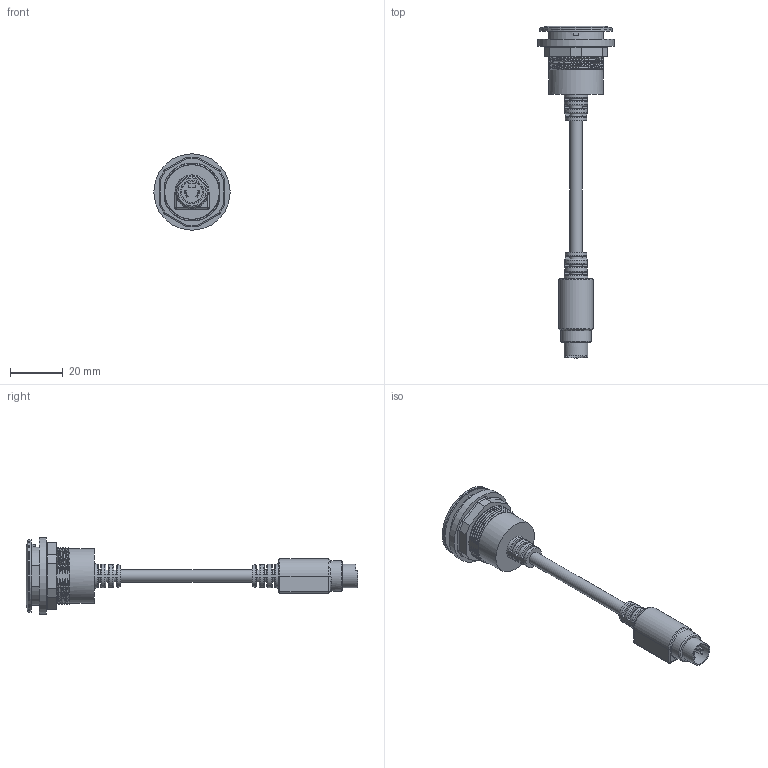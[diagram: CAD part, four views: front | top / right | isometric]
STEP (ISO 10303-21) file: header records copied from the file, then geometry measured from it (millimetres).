
FILE_DESCRIPTION(/* description */ (''),/* implementation_level */ '2;1');
FILE_NAME(/* name */ 'RRJ_SVHS_200CM.stp',/* time_stamp */ '2016-04-08T08:40:36+02:00',/* author */ ('mharscher'),/* organization */ (''),/* preprocessor_version */ 'ST-DEVELOPER v15.2',/* originating_system */ 'Autodesk Inventor 2014',/* authorisation */ '');
FILE_SCHEMA (('CONFIG_CONTROL_DESIGN'));
Length unit declared in the file: millimetre
Products named in the file (1): RRJ_SVHS
Bounding box: 29 x 126.2 x 29 mm (x, y, z)
Volume: 15752.3 mm3; surface area: 8372.5 mm2
Topology: 1 solids, 1 shells, 401 faces, 1115 edges, 738 vertices
Faces by surface type: plane 195, cylinder 90, bspline 70, torus 33, cone 9, sphere 4
Full cylindrical faces by diameter (mm): 1 x4, 4.8 x1, 8 x1, 9 x1, 9.1 x1, 9.7 x1, 9.8 x1, 11.7 x1, 20.05 x1, 20.7 x1, 20.917 x1, 22.6 x1, 25.35 x1, 27.4 x1, 27.9 x1, 29 x1
Entity records: 19410 total; most frequent: CARTESIAN_POINT 10128, ORIENTED_EDGE 2106, DIRECTION 1589, EDGE_CURVE 1053, VERTEX_POINT 715, AXIS2_PLACEMENT_3D 552, LINE 485, VECTOR 485
